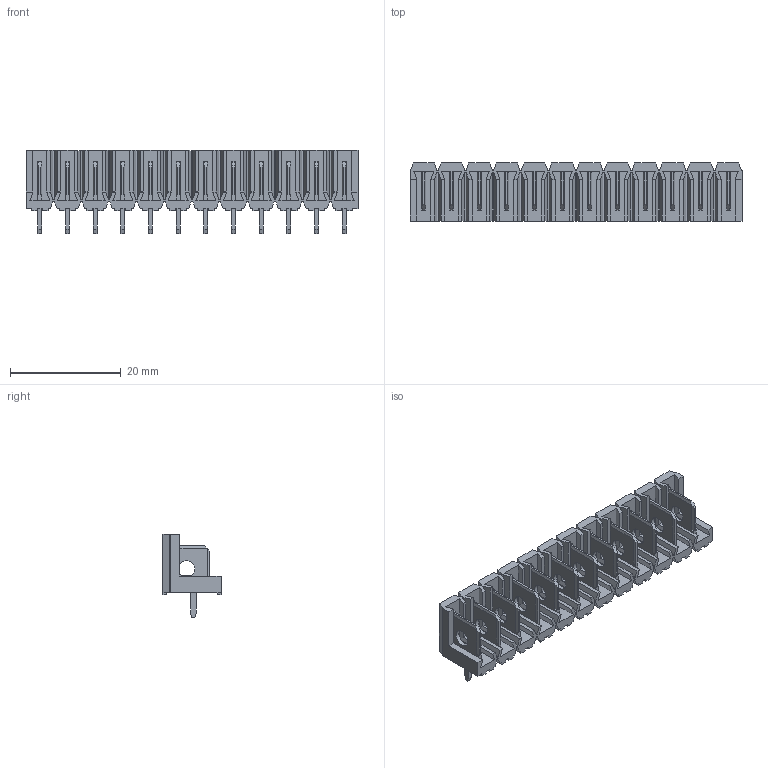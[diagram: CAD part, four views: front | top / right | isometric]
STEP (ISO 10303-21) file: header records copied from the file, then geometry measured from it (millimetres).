
FILE_DESCRIPTION(/* description */ ('Unknown'),/* implementation_level */ '2;1');
FILE_NAME(/* name */ '691386700012',/* time_stamp */ '2016-06-14T16:33:01+02:00',/* author */ ('Unknown'),/* organization */ ('Unknown'),/* preprocessor_version */ 'ST-DEVELOPER v16.7',/* originating_system */ 'DEX',/* authorisation */ $);
FILE_SCHEMA (('AUTOMOTIVE_DESIGN {1 0 10303 214 3 1 1}'));
Length unit declared in the file: millimetre
Products named in the file (1): 691386700012
Bounding box: 60 x 10.5 x 15 mm (x, y, z)
Volume: 2318.4 mm3; surface area: 5424.6 mm2
Topology: 1 solids, 1 shells, 702 faces, 1949 edges, 1261 vertices
Faces by surface type: plane 644, cylinder 58
Full cylindrical faces by diameter (mm): 3 x12
Entity records: 27264 total; most frequent: CARTESIAN_POINT 4394, ORIENTED_EDGE 3850, DIRECTION 3458, EDGE_CURVE 1925, LINE 1776, VECTOR 1776, VERTEX_POINT 1249, AXIS2_PLACEMENT_3D 841
